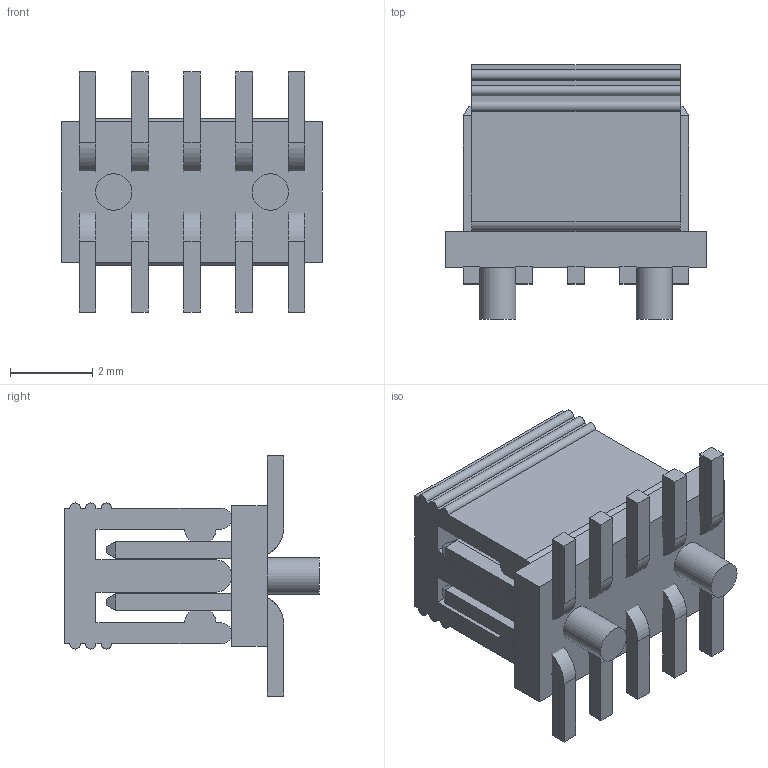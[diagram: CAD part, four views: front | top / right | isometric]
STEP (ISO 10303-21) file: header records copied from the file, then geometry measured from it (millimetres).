
FILE_DESCRIPTION( ( 'STEP AP214' ), '1' );
FILE_NAME( 'FTS-105-01-L-DV-A-P.stp', '2022-06-10T01:22:33', ( 'License CC BY-ND 4.0' ), ( 'CADENAS' ), ' ', 'PARTsolutions', ' ' );
FILE_SCHEMA( ( 'AUTOMOTIVE_DESIGN { 1 0 10303 214 1 1 1 1 }' ) );
Length unit declared in the file: inch
Products named in the file (5): FTS-105-01-L-DV-A-P; _FTS-105-01-L-DV-A-P_body; _FTS-105-01-L-DV-A-P_pins1; _FTS-105-01-L-DV-A-P_pins2; _FTS-1-01-P_sp
Assembly tree (4 placements, depth 2):
  FTS-105-01-L-DV-A-P
    _FTS-105-01-L-DV-A-P_body
    _FTS-105-01-L-DV-A-P_pins1
    _FTS-105-01-L-DV-A-P_pins2
    _FTS-1-01-P_sp
Bounding box: 6.35 x 6.2 x 5.84 mm (x, y, z)
Volume: 80.9 mm3; surface area: 372.2 mm2
Topology: 4 solids, 4 shells, 186 faces, 490 edges, 314 vertices
Faces by surface type: plane 169, cylinder 17
Full cylindrical faces by diameter (mm): 0.889 x2
Entity records: 7182 total; most frequent: CARTESIAN_POINT 989, ORIENTED_EDGE 972, DIRECTION 934, EDGE_CURVE 486, LINE 420, VECTOR 420, VERTEX_POINT 312, AXIS2_PLACEMENT_3D 257
